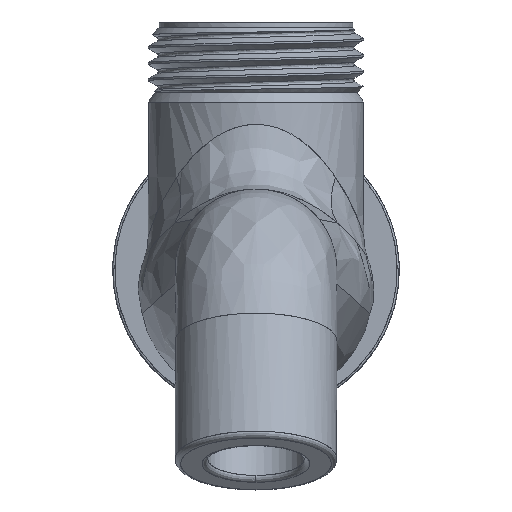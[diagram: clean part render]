
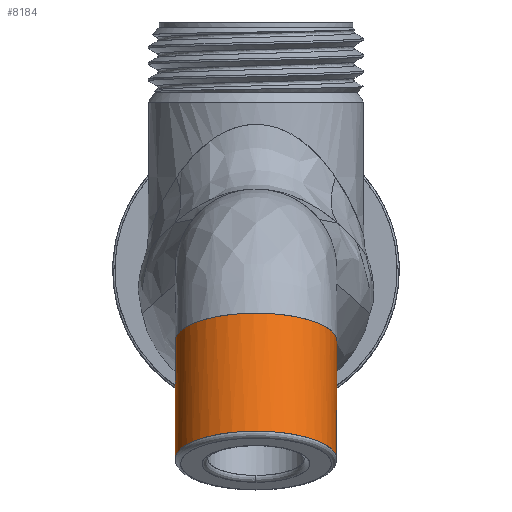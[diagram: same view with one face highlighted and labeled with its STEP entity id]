
A CAD part, front view. The second image highlights one B-rep face of the part: STEP entity #8184.
In plain terms, the highlighted free-form (B-spline) face has degree [2, 1] with [7, 2] control points.
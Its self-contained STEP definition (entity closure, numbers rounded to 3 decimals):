
#8184 = ADVANCED_FACE('',(#8185),#8225,.T.);
#8185 = FACE_BOUND('',#8186,.T.);
#8186 = EDGE_LOOP('',(#8187,#8196,#8208,#8215));
#8187 = ORIENTED_EDGE('',*,*,#8188,.T.);
#8188 = EDGE_CURVE('',#8189,#8191,#8193,.T.);
#8189 = VERTEX_POINT('',#8190);
#8190 = CARTESIAN_POINT('',(0.,-29.289,
    -21.574));
#8191 = VERTEX_POINT('',#8192);
#8192 = CARTESIAN_POINT('',(0.,-25.01,
    -9.818));
#8193 = B_SPLINE_CURVE_WITH_KNOTS('',1,(#8194,#8195),.UNSPECIFIED.,.F.,
  .F.,(2,2),(0.,11.653),.PIECEWISE_BEZIER_KNOTS.);
#8194 = CARTESIAN_POINT('',(0.,-29.289,
    -21.574));
#8195 = CARTESIAN_POINT('',(0.,-25.01,
    -9.818));
#8196 = ORIENTED_EDGE('',*,*,#8197,.T.);
#8197 = EDGE_CURVE('',#8191,#8198,#8200,.T.);
#8198 = VERTEX_POINT('',#8199);
#8199 = CARTESIAN_POINT('',(0.,-25.01,
    -9.818));
#8200 = ( BOUNDED_CURVE() B_SPLINE_CURVE(2,(#8201,#8202,#8203,#8204,
#8205,#8206,#8207),.UNSPECIFIED.,.T.,.F.) B_SPLINE_CURVE_WITH_KNOTS((1,2
    ,2,2,2,1),(-2.094,0.,2.094,4.189,
6.283,8.378),.UNSPECIFIED.) CURVE() 
GEOMETRIC_REPRESENTATION_ITEM() RATIONAL_B_SPLINE_CURVE((1.,0.5,1.,0.5,
1.,0.5,1.)) REPRESENTATION_ITEM('') );
#8201 = CARTESIAN_POINT('',(0.,-25.01,
    -9.818));
#8202 = CARTESIAN_POINT('',(13.946,-25.01,
    -9.818));
#8203 = CARTESIAN_POINT('',(6.973,-36.36,
    -5.687));
#8204 = CARTESIAN_POINT('',(0.,-47.709,
    -1.556));
#8205 = CARTESIAN_POINT('',(-6.973,-36.36,
    -5.687));
#8206 = CARTESIAN_POINT('',(-13.946,-25.01,
    -9.818));
#8207 = CARTESIAN_POINT('',(0.,-25.01,
    -9.818));
#8208 = ORIENTED_EDGE('',*,*,#8209,.T.);
#8209 = EDGE_CURVE('',#8198,#8210,#8212,.T.);
#8210 = VERTEX_POINT('',#8211);
#8211 = CARTESIAN_POINT('',(0.,-29.289,
    -21.574));
#8212 = B_SPLINE_CURVE_WITH_KNOTS('',1,(#8213,#8214),.UNSPECIFIED.,.F.,
  .F.,(2,2),(0.,11.653),.PIECEWISE_BEZIER_KNOTS.);
#8213 = CARTESIAN_POINT('',(0.,-25.01,
    -9.818));
#8214 = CARTESIAN_POINT('',(0.,-29.289,
    -21.574));
#8215 = ORIENTED_EDGE('',*,*,#8216,.T.);
#8216 = EDGE_CURVE('',#8210,#8189,#8217,.T.);
#8217 = ( BOUNDED_CURVE() B_SPLINE_CURVE(2,(#8218,#8219,#8220,#8221,
#8222,#8223,#8224),.UNSPECIFIED.,.T.,.F.) B_SPLINE_CURVE_WITH_KNOTS((1,2
    ,2,2,2,1),(-2.094,0.,2.094,4.189,
6.283,8.378),.UNSPECIFIED.) CURVE() 
GEOMETRIC_REPRESENTATION_ITEM() RATIONAL_B_SPLINE_CURVE((1.,0.5,1.,0.5,
1.,0.5,1.)) REPRESENTATION_ITEM('') );
#8218 = CARTESIAN_POINT('',(0.,-29.289,
    -21.574));
#8219 = CARTESIAN_POINT('',(-13.946,-29.289,
    -21.574));
#8220 = CARTESIAN_POINT('',(-6.973,-40.639,
    -17.443));
#8221 = CARTESIAN_POINT('',(0.,-51.988,
    -13.312));
#8222 = CARTESIAN_POINT('',(6.973,-40.639,
    -17.443));
#8223 = CARTESIAN_POINT('',(13.946,-29.289,
    -21.574));
#8224 = CARTESIAN_POINT('',(0.,-29.289,
    -21.574));
#8225 = ( BOUNDED_SURFACE() B_SPLINE_SURFACE(2,1,(
    (#8226,#8227)
    ,(#8228,#8229)
    ,(#8230,#8231)
    ,(#8232,#8233)
    ,(#8234,#8235)
    ,(#8236,#8237)
    ,(#8238,#8239
)),.UNSPECIFIED.,.T.,.F.,.F.) B_SPLINE_SURFACE_WITH_KNOTS((1,2,2,2,2,1),
  (2,2),(-2.094,0.,2.094,4.189,6.283,
    8.378),(0.,11.653),.UNSPECIFIED.) 
GEOMETRIC_REPRESENTATION_ITEM() RATIONAL_B_SPLINE_SURFACE((
    (1.,1.)
    ,(0.5,0.5)
    ,(1.,1.)
    ,(0.5,0.5)
    ,(1.,1.)
    ,(0.5,0.5)
,(1.,1.))) REPRESENTATION_ITEM('') SURFACE() );
#8226 = CARTESIAN_POINT('',(0.,-29.289,
    -21.574));
#8227 = CARTESIAN_POINT('',(0.,-25.01,
    -9.818));
#8228 = CARTESIAN_POINT('',(-13.946,-29.289,
    -21.574));
#8229 = CARTESIAN_POINT('',(-13.946,-25.01,
    -9.818));
#8230 = CARTESIAN_POINT('',(-6.973,-40.639,
    -17.443));
#8231 = CARTESIAN_POINT('',(-6.973,-36.36,
    -5.687));
#8232 = CARTESIAN_POINT('',(0.,-51.988,
    -13.312));
#8233 = CARTESIAN_POINT('',(0.,-47.709,
    -1.556));
#8234 = CARTESIAN_POINT('',(6.973,-40.639,-17.443
    ));
#8235 = CARTESIAN_POINT('',(6.973,-36.36,
    -5.687));
#8236 = CARTESIAN_POINT('',(13.946,-29.289,
    -21.574));
#8237 = CARTESIAN_POINT('',(13.946,-25.01,
    -9.818));
#8238 = CARTESIAN_POINT('',(0.,-29.289,
    -21.574));
#8239 = CARTESIAN_POINT('',(0.,-25.01,
    -9.818));
